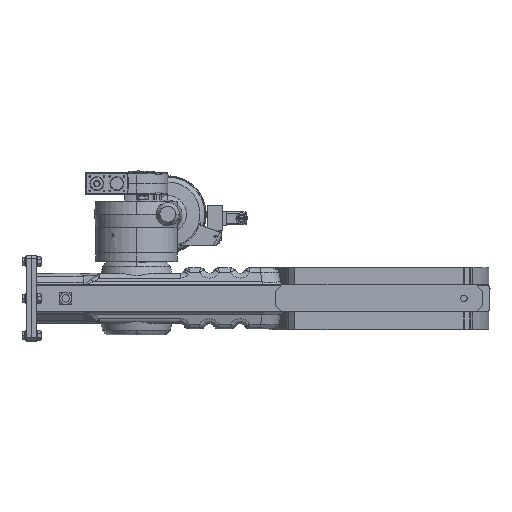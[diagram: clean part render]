
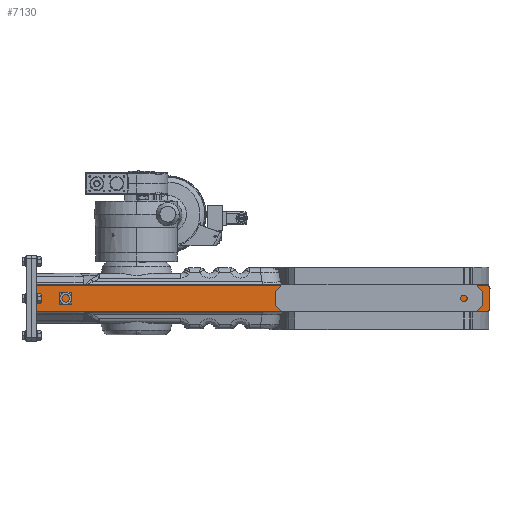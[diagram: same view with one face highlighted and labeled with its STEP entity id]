
A CAD part, left-side view. The second image highlights one B-rep face of the part: STEP entity #7130.
In plain terms, the highlighted planar face has unit normal (-1, 0, 0).
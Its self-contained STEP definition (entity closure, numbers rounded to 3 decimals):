
#1255 = ORIENTED_EDGE ( 'NONE', *, *, #54743, .T. ) ;
#1531 = VERTEX_POINT ( 'NONE', #18521 ) ;
#1965 = CARTESIAN_POINT ( 'NONE',  ( -177.75, -723., 16.318 ) ) ;
#2342 = CARTESIAN_POINT ( 'NONE',  ( -177.75, -722.482, 18.227 ) ) ;
#2708 = CARTESIAN_POINT ( 'NONE',  ( -177.75, -720.112, 20.533 ) ) ;
#3096 = CARTESIAN_POINT ( 'NONE',  ( -177.75, -718., 21. ) ) ;
#3316 = AXIS2_PLACEMENT_3D ( 'NONE', #36326, #71373, #19008 ) ;
#3923 = FACE_OUTER_BOUND ( 'NONE', #4730, .T. ) ;
#4730 = EDGE_LOOP ( 'NONE', ( #65133, #26473, #1255, #62723, #48014, #80258 ) ) ;
#7130 = ADVANCED_FACE ( 'NONE', ( #3923 ), #10142, .T. ) ;
#9162 = B_SPLINE_CURVE_WITH_KNOTS ( 'NONE', 3,
 ( #106164, #1965, #80738, #28543, #89393, #37387, #97971, #46208, #106545, #54927, #2342, #63691, #11203, #72435, #20075, #81104, #28915, #89763, #37768, #98332, #46579, #106919, #55307, #2708, #64064, #11590, #72801, #20455, #81475, #29305, #90129, #38145, #98708, #46961, #107280, #55670, #3096 ),
 .UNSPECIFIED., .F., .F.,
 ( 4, 1, 1, 1, 1, 2, 2, 1, 2, 2, 2, 1, 2, 2, 1, 1, 2, 2, 1, 1, 1, 2, 2, 4 ),
 ( 0., 0.125, 0.188, 0.219, 0.234, 0.242, 0.25, 0.313, 0.344, 0.375, 0.5, 0.563, 0.594, 0.625, 0.687, 0.719, 0.734, 0.75, 0.813, 0.844, 0.859, 0.867, 0.875, 1. ),
 .UNSPECIFIED. ) ;
#10142 = PLANE ( 'NONE',  #3316 ) ;
#11203 = CARTESIAN_POINT ( 'NONE',  ( -177.75, -722.276, 18.594 ) ) ;
#11590 = CARTESIAN_POINT ( 'NONE',  ( -177.75, -719.919, 20.617 ) ) ;
#13487 = CARTESIAN_POINT ( 'NONE',  ( -177.75, 0., -21. ) ) ;
#15666 = CARTESIAN_POINT ( 'NONE',  ( -177.75, -718., 21. ) ) ;
#18521 = CARTESIAN_POINT ( 'NONE',  ( -177.75, -718., -21. ) ) ;
#19008 = DIRECTION ( 'NONE',  ( 0., 0., 1. ) ) ;
#20075 = CARTESIAN_POINT ( 'NONE',  ( -177.75, -721.996, 19.025 ) ) ;
#20455 = CARTESIAN_POINT ( 'NONE',  ( -177.75, -719.69, 20.709 ) ) ;
#21208 = LINE ( 'NONE', #106857, #85297 ) ;
#25854 = DIRECTION ( 'NONE',  ( 0., -1., 0. ) ) ;
#26473 = ORIENTED_EDGE ( 'NONE', *, *, #94894, .T. ) ;
#27396 = CIRCLE ( 'NONE', #36174, 5. ) ;
#27855 = CARTESIAN_POINT ( 'NONE',  ( -177.75, -723., 16. ) ) ;
#28543 = CARTESIAN_POINT ( 'NONE',  ( -177.75, -722.828, 17.318 ) ) ;
#28600 = EDGE_CURVE ( 'NONE', #105291, #80351, #58957, .T. ) ;
#28915 = CARTESIAN_POINT ( 'NONE',  ( -177.75, -721.414, 19.657 ) ) ;
#29305 = CARTESIAN_POINT ( 'NONE',  ( -177.75, -719.187, 20.858 ) ) ;
#30178 = VERTEX_POINT ( 'NONE', #13487 ) ;
#35237 = CARTESIAN_POINT ( 'NONE',  ( -177.75, -718., -16. ) ) ;
#36085 = VECTOR ( 'NONE', #25854, 1000. ) ;
#36174 = AXIS2_PLACEMENT_3D ( 'NONE', #35237, #95905, #44063 ) ;
#36326 = CARTESIAN_POINT ( 'NONE',  ( -177.75, -723.5, -21.5 ) ) ;
#37387 = CARTESIAN_POINT ( 'NONE',  ( -177.75, -722.699, 17.711 ) ) ;
#37768 = CARTESIAN_POINT ( 'NONE',  ( -177.75, -721.018, 19.987 ) ) ;
#38145 = CARTESIAN_POINT ( 'NONE',  ( -177.75, -718.989, 20.901 ) ) ;
#42344 = DIRECTION ( 'NONE',  ( 0., 0., 1. ) ) ;
#44063 = DIRECTION ( 'NONE',  ( 0., 0., -1. ) ) ;
#46208 = CARTESIAN_POINT ( 'NONE',  ( -177.75, -722.663, 17.803 ) ) ;
#46579 = CARTESIAN_POINT ( 'NONE',  ( -177.75, -720.807, 20.139 ) ) ;
#46961 = CARTESIAN_POINT ( 'NONE',  ( -177.75, -718.929, 20.913 ) ) ;
#48014 = ORIENTED_EDGE ( 'NONE', *, *, #99392, .T. ) ;
#50498 = EDGE_CURVE ( 'NONE', #99926, #55448, #74555, .T. ) ;
#51466 = VECTOR ( 'NONE', #74207, 1000. ) ;
#54743 = EDGE_CURVE ( 'NONE', #1531, #105291, #27396, .T. ) ;
#54927 = CARTESIAN_POINT ( 'NONE',  ( -177.75, -722.587, 17.997 ) ) ;
#55307 = CARTESIAN_POINT ( 'NONE',  ( -177.75, -720.377, 20.405 ) ) ;
#55448 = VERTEX_POINT ( 'NONE', #109264 ) ;
#55670 = CARTESIAN_POINT ( 'NONE',  ( -177.75, -718.306, 21. ) ) ;
#58957 = LINE ( 'NONE', #76544, #82014 ) ;
#59308 = LINE ( 'NONE', #78099, #36085 ) ;
#62723 = ORIENTED_EDGE ( 'NONE', *, *, #28600, .T. ) ;
#63691 = CARTESIAN_POINT ( 'NONE',  ( -177.75, -722.361, 18.448 ) ) ;
#64064 = CARTESIAN_POINT ( 'NONE',  ( -177.75, -719.996, 20.584 ) ) ;
#65133 = ORIENTED_EDGE ( 'NONE', *, *, #69150, .T. ) ;
#69150 = EDGE_CURVE ( 'NONE', #55448, #30178, #21208, .T. ) ;
#71373 = DIRECTION ( 'NONE',  ( -1., 0., 0. ) ) ;
#72376 = DIRECTION ( 'NONE',  ( 0., 0., -1. ) ) ;
#72435 = CARTESIAN_POINT ( 'NONE',  ( -177.75, -722.232, 18.664 ) ) ;
#72801 = CARTESIAN_POINT ( 'NONE',  ( -177.75, -719.878, 20.634 ) ) ;
#74207 = DIRECTION ( 'NONE',  ( 0., 1., 0. ) ) ;
#74555 = LINE ( 'NONE', #107915, #51466 ) ;
#76544 = CARTESIAN_POINT ( 'NONE',  ( -177.75, -723., -21.5 ) ) ;
#78099 = CARTESIAN_POINT ( 'NONE',  ( -177.75, -723.5, -21. ) ) ;
#80258 = ORIENTED_EDGE ( 'NONE', *, *, #50498, .T. ) ;
#80351 = VERTEX_POINT ( 'NONE', #27855 ) ;
#80738 = CARTESIAN_POINT ( 'NONE',  ( -177.75, -722.956, 16.786 ) ) ;
#81104 = CARTESIAN_POINT ( 'NONE',  ( -177.75, -721.779, 19.292 ) ) ;
#81475 = CARTESIAN_POINT ( 'NONE',  ( -177.75, -719.461, 20.787 ) ) ;
#82014 = VECTOR ( 'NONE', #42344, 1000. ) ;
#85297 = VECTOR ( 'NONE', #72376, 1000. ) ;
#86596 = CARTESIAN_POINT ( 'NONE',  ( -177.75, -723., -16. ) ) ;
#89393 = CARTESIAN_POINT ( 'NONE',  ( -177.75, -722.745, 17.581 ) ) ;
#89763 = CARTESIAN_POINT ( 'NONE',  ( -177.75, -721.222, 19.83 ) ) ;
#90129 = CARTESIAN_POINT ( 'NONE',  ( -177.75, -719.049, 20.889 ) ) ;
#94894 = EDGE_CURVE ( 'NONE', #30178, #1531, #59308, .T. ) ;
#95905 = DIRECTION ( 'NONE',  ( -1., 0., 0. ) ) ;
#97971 = CARTESIAN_POINT ( 'NONE',  ( -177.75, -722.678, 17.766 ) ) ;
#98332 = CARTESIAN_POINT ( 'NONE',  ( -177.75, -720.879, 20.089 ) ) ;
#98708 = CARTESIAN_POINT ( 'NONE',  ( -177.75, -718.95, 20.909 ) ) ;
#99392 = EDGE_CURVE ( 'NONE', #80351, #99926, #9162, .T. ) ;
#99926 = VERTEX_POINT ( 'NONE', #15666 ) ;
#105291 = VERTEX_POINT ( 'NONE', #86596 ) ;
#106164 = CARTESIAN_POINT ( 'NONE',  ( -177.75, -723., 16. ) ) ;
#106545 = CARTESIAN_POINT ( 'NONE',  ( -177.75, -722.657, 17.821 ) ) ;
#106857 = CARTESIAN_POINT ( 'NONE',  ( -177.75, 0., -21.5 ) ) ;
#106919 = CARTESIAN_POINT ( 'NONE',  ( -177.75, -720.595, 20.277 ) ) ;
#107280 = CARTESIAN_POINT ( 'NONE',  ( -177.75, -718.609, 20.972 ) ) ;
#107915 = CARTESIAN_POINT ( 'NONE',  ( -177.75, -723.5, 21. ) ) ;
#109264 = CARTESIAN_POINT ( 'NONE',  ( -177.75, 0., 21. ) ) ;
